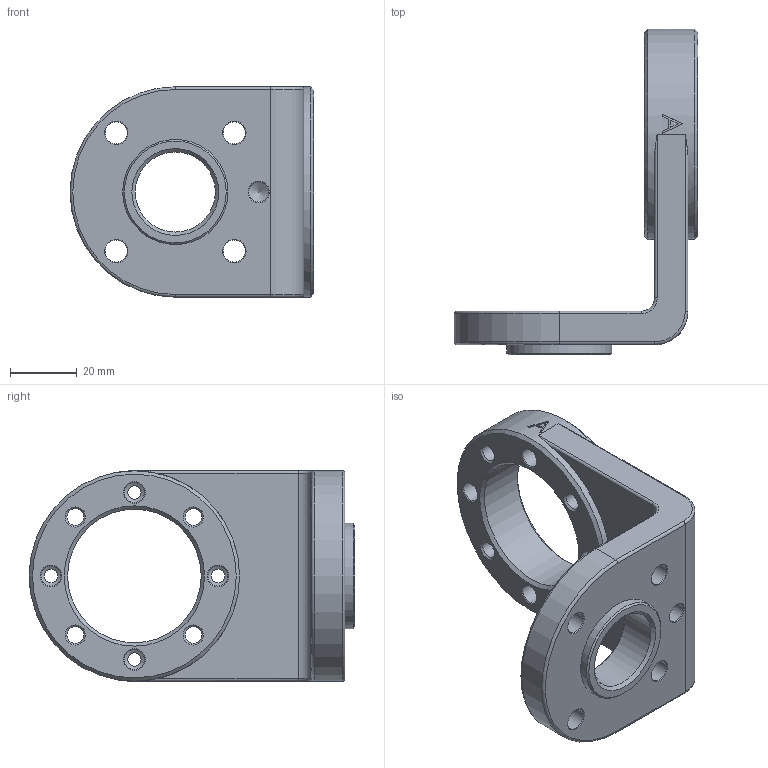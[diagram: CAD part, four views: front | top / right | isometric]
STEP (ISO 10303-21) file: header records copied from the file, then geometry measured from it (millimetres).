
FILE_DESCRIPTION (( 'STEP AP214' ), '1' );
FILE_NAME ('104390.step', '2020-06-18T08:23:49', ( '' ), ( '' ), 'SwSTEP 2.0', 'SolidWorks 2019', '' );
FILE_SCHEMA (( 'AUTOMOTIVE_DESIGN' ));
Length unit declared in the file: millimetre
Products named in the file (1): 104390
Bounding box: 73 x 97.5 x 63 mm (x, y, z)
Volume: 76900.8 mm3; surface area: 24166.4 mm2
Topology: 1 solids, 1 shells, 262 faces, 652 edges, 416 vertices
Faces by surface type: bspline 83, plane 78, cone 49, cylinder 46, torus 6
Full cylindrical faces by diameter (mm): 4 x4, 5 x4, 6 x9, 6.6 x4, 10.4 x4, 24 x1, 31.5 x1, 40 x1, 63 x1
Entity records: 11984 total; most frequent: CARTESIAN_POINT 6495, ORIENTED_EDGE 1114, DIRECTION 859, EDGE_CURVE 557, VERTEX_POINT 400, EDGE_LOOP 393, AXIS2_PLACEMENT_3D 326, FACE_OUTER_BOUND 291
